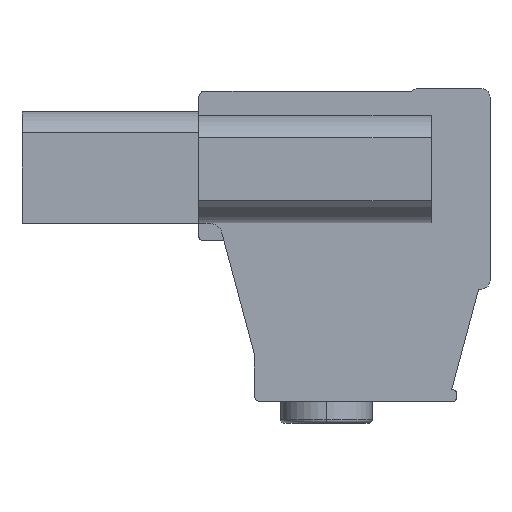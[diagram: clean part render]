
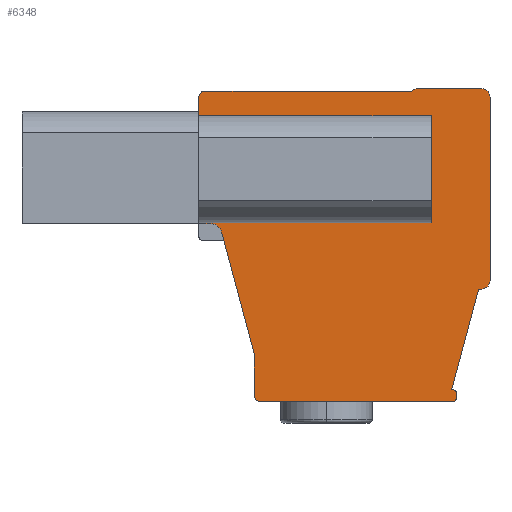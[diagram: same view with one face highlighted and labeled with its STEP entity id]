
A CAD part, front view. The second image highlights one B-rep face of the part: STEP entity #6348.
In plain terms, the highlighted planar face has unit normal (0, -1, 0).
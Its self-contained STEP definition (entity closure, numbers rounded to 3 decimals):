
#449=DIRECTION('',(0.,0.,-1.));
#450=VECTOR('',#449,1.55);
#451=CARTESIAN_POINT('',(0.,-40.48,5.8));
#452=LINE('',#451,#450);
#475=DIRECTION('',(0.,0.,-1.));
#476=VECTOR('',#475,0.05);
#477=CARTESIAN_POINT('',(0.,-40.48,-4.65));
#478=LINE('',#477,#476);
#1115=DIRECTION('',(0.,0.,-1.));
#1116=VECTOR('',#1115,1.);
#1117=CARTESIAN_POINT('',(19.3,-40.48,-3.65));
#1118=LINE('',#1117,#1116);
#1119=DIRECTION('',(-1.,0.,0.));
#1120=VECTOR('',#1119,13.2);
#1121=CARTESIAN_POINT('',(19.3,-40.48,3.25));
#1122=LINE('',#1121,#1120);
#1123=DIRECTION('',(0.,0.,-1.));
#1124=VECTOR('',#1123,1.);
#1125=CARTESIAN_POINT('',(19.3,-40.48,4.25));
#1126=LINE('',#1125,#1124);
#1127=DIRECTION('',(1.,0.,0.));
#1128=VECTOR('',#1127,19.3);
#1129=CARTESIAN_POINT('',(0.,-40.48,4.25));
#1130=LINE('',#1129,#1128);
#1131=CARTESIAN_POINT('',(0.5,-40.48,5.8));
#1132=DIRECTION('',(0.,1.,0.));
#1133=DIRECTION('',(-1.,0.,0.));
#1134=AXIS2_PLACEMENT_3D('',#1131,#1132,#1133);
#1136=DIRECTION('',(1.,0.,0.));
#1137=VECTOR('',#1136,17.204);
#1138=CARTESIAN_POINT('',(0.5,-40.48,6.3));
#1139=LINE('',#1138,#1137);
#1140=DIRECTION('',(0.866,0.,0.5));
#1141=VECTOR('',#1140,0.4);
#1142=CARTESIAN_POINT('',(17.704,-40.48,6.3));
#1143=LINE('',#1142,#1141);
#1144=DIRECTION('',(1.,0.,0.));
#1145=VECTOR('',#1144,5.45);
#1146=CARTESIAN_POINT('',(18.05,-40.48,6.5));
#1147=LINE('',#1146,#1145);
#1148=CARTESIAN_POINT('',(23.5,-40.48,5.8));
#1149=DIRECTION('',(0.,1.,0.));
#1150=DIRECTION('',(0.,0.,1.));
#1151=AXIS2_PLACEMENT_3D('',#1148,#1149,#1150);
#1153=CARTESIAN_POINT('',(23.5,-40.48,-9.45));
#1154=DIRECTION('',(0.,1.,0.));
#1155=DIRECTION('',(1.,0.,0.));
#1156=AXIS2_PLACEMENT_3D('',#1153,#1154,#1155);
#1158=DIRECTION('',(-1.,0.,0.));
#1159=VECTOR('',#1158,0.25);
#1160=CARTESIAN_POINT('',(23.5,-40.48,-10.15));
#1161=LINE('',#1160,#1159);
#1162=DIRECTION('',(-0.259,0.,-0.966));
#1163=VECTOR('',#1162,8.645);
#1164=CARTESIAN_POINT('',(23.25,-40.48,-10.15));
#1165=LINE('',#1164,#1163);
#1166=DIRECTION('',(1.,0.,0.));
#1167=VECTOR('',#1166,0.087);
#1168=CARTESIAN_POINT('',(21.013,-40.48,-18.5));
#1169=LINE('',#1168,#1167);
#1170=CARTESIAN_POINT('',(21.1,-40.48,-18.8));
#1171=DIRECTION('',(0.,1.,0.));
#1172=DIRECTION('',(0.,0.,1.));
#1173=AXIS2_PLACEMENT_3D('',#1170,#1171,#1172);
#1175=DIRECTION('',(0.,0.,-1.));
#1176=VECTOR('',#1175,0.4);
#1177=CARTESIAN_POINT('',(21.4,-40.48,-18.8));
#1178=LINE('',#1177,#1176);
#1179=CARTESIAN_POINT('',(21.1,-40.48,-19.2));
#1180=DIRECTION('',(0.,1.,0.));
#1181=DIRECTION('',(1.,0.,0.));
#1182=AXIS2_PLACEMENT_3D('',#1179,#1180,#1181);
#1184=DIRECTION('',(-1.,0.,0.));
#1185=VECTOR('',#1184,16.);
#1186=CARTESIAN_POINT('',(21.1,-40.48,-19.5));
#1187=LINE('',#1186,#1185);
#1188=CARTESIAN_POINT('',(5.1,-40.48,-19.));
#1189=DIRECTION('',(0.,1.,0.));
#1190=DIRECTION('',(0.,0.,-1.));
#1191=AXIS2_PLACEMENT_3D('',#1188,#1189,#1190);
#1193=DIRECTION('',(0.,0.,1.));
#1194=VECTOR('',#1193,3.478);
#1195=CARTESIAN_POINT('',(4.6,-40.48,-19.));
#1196=LINE('',#1195,#1194);
#1197=DIRECTION('',(-0.259,0.,0.966));
#1198=VECTOR('',#1197,10.436);
#1199=CARTESIAN_POINT('',(4.6,-40.48,-15.522));
#1200=LINE('',#1199,#1198);
#1201=CARTESIAN_POINT('',(0.933,-40.48,-5.7));
#1202=DIRECTION('',(0.,-1.,0.));
#1203=DIRECTION('',(0.966,0.,0.259));
#1204=AXIS2_PLACEMENT_3D('',#1201,#1202,#1203);
#1206=DIRECTION('',(-1.,0.,0.));
#1207=VECTOR('',#1206,0.933);
#1208=CARTESIAN_POINT('',(0.933,-40.48,-4.7));
#1209=LINE('',#1208,#1207);
#1210=DIRECTION('',(1.,0.,0.));
#1211=VECTOR('',#1210,19.3);
#1212=CARTESIAN_POINT('',(0.,-40.48,-4.65));
#1213=LINE('',#1212,#1211);
#1453=DIRECTION('',(-1.,0.,0.));
#1454=VECTOR('',#1453,13.2);
#1455=CARTESIAN_POINT('',(19.3,-40.48,-3.65));
#1456=LINE('',#1455,#1454);
#1478=DIRECTION('',(0.,0.,-1.));
#1479=VECTOR('',#1478,6.9);
#1480=CARTESIAN_POINT('',(6.1,-40.48,3.25));
#1481=LINE('',#1480,#1479);
#1518=DIRECTION('',(0.,0.,1.));
#1519=VECTOR('',#1518,15.25);
#1520=CARTESIAN_POINT('',(24.2,-40.48,-9.45));
#1521=LINE('',#1520,#1519);
#4054=CARTESIAN_POINT('',(24.2,-40.48,-9.45));
#4055=CARTESIAN_POINT('',(23.5,-40.48,-10.15));
#4056=VERTEX_POINT('',#4054);
#4057=VERTEX_POINT('',#4055);
#4058=CARTESIAN_POINT('',(23.25,-40.48,-10.15));
#4059=VERTEX_POINT('',#4058);
#4060=CARTESIAN_POINT('',(21.013,-40.48,-18.5));
#4061=VERTEX_POINT('',#4060);
#4062=CARTESIAN_POINT('',(21.1,-40.48,-18.5));
#4063=VERTEX_POINT('',#4062);
#4064=CARTESIAN_POINT('',(21.4,-40.48,-18.8));
#4065=VERTEX_POINT('',#4064);
#4066=CARTESIAN_POINT('',(21.4,-40.48,-19.2));
#4067=VERTEX_POINT('',#4066);
#4068=CARTESIAN_POINT('',(21.1,-40.48,-19.5));
#4069=VERTEX_POINT('',#4068);
#4070=CARTESIAN_POINT('',(5.1,-40.48,-19.5));
#4071=VERTEX_POINT('',#4070);
#4072=CARTESIAN_POINT('',(4.6,-40.48,-19.));
#4073=VERTEX_POINT('',#4072);
#4074=CARTESIAN_POINT('',(4.6,-40.48,-15.522));
#4075=VERTEX_POINT('',#4074);
#4076=CARTESIAN_POINT('',(1.899,-40.48,-5.441));
#4077=VERTEX_POINT('',#4076);
#4078=CARTESIAN_POINT('',(0.933,-40.48,-4.7));
#4079=VERTEX_POINT('',#4078);
#4080=CARTESIAN_POINT('',(0.,-40.48,5.8));
#4081=CARTESIAN_POINT('',(0.5,-40.48,6.3));
#4082=VERTEX_POINT('',#4080);
#4083=VERTEX_POINT('',#4081);
#4084=CARTESIAN_POINT('',(17.704,-40.48,6.3));
#4085=VERTEX_POINT('',#4084);
#4086=CARTESIAN_POINT('',(18.05,-40.48,6.5));
#4087=VERTEX_POINT('',#4086);
#4088=CARTESIAN_POINT('',(23.5,-40.48,6.5));
#4089=VERTEX_POINT('',#4088);
#4090=CARTESIAN_POINT('',(24.2,-40.48,5.8));
#4091=VERTEX_POINT('',#4090);
#4118=CARTESIAN_POINT('',(0.,-40.48,-4.7));
#4119=VERTEX_POINT('',#4118);
#5058=CARTESIAN_POINT('',(19.3,-40.48,-4.65));
#5059=VERTEX_POINT('',#5058);
#5060=CARTESIAN_POINT('',(19.3,-40.48,4.25));
#5061=VERTEX_POINT('',#5060);
#5062=CARTESIAN_POINT('',(0.,-40.48,-4.65));
#5063=VERTEX_POINT('',#5062);
#5064=CARTESIAN_POINT('',(0.,-40.48,4.25));
#5065=VERTEX_POINT('',#5064);
#5074=CARTESIAN_POINT('',(6.1,-40.48,-3.65));
#5076=VERTEX_POINT('',#5074);
#5080=CARTESIAN_POINT('',(6.1,-40.48,3.25));
#5081=VERTEX_POINT('',#5080);
#5082=CARTESIAN_POINT('',(19.3,-40.48,-3.65));
#5083=VERTEX_POINT('',#5082);
#5088=CARTESIAN_POINT('',(19.3,-40.48,3.25));
#5089=VERTEX_POINT('',#5088);
#6290=CARTESIAN_POINT('',(0.,-40.48,0.));
#6291=DIRECTION('',(0.,1.,0.));
#6292=DIRECTION('',(1.,0.,0.));
#6293=AXIS2_PLACEMENT_3D('',#6290,#6291,#6292);
#6294=PLANE('',#6293);
#6296=ORIENTED_EDGE('',*,*,#6295,.F.);
#6298=ORIENTED_EDGE('',*,*,#6297,.T.);
#6300=ORIENTED_EDGE('',*,*,#6299,.F.);
#6302=ORIENTED_EDGE('',*,*,#6301,.F.);
#6304=ORIENTED_EDGE('',*,*,#6303,.F.);
#6306=ORIENTED_EDGE('',*,*,#6305,.F.);
#6307=ORIENTED_EDGE('',*,*,#5680,.F.);
#6309=ORIENTED_EDGE('',*,*,#6308,.T.);
#6311=ORIENTED_EDGE('',*,*,#6310,.T.);
#6313=ORIENTED_EDGE('',*,*,#6312,.T.);
#6315=ORIENTED_EDGE('',*,*,#6314,.T.);
#6317=ORIENTED_EDGE('',*,*,#6316,.T.);
#6319=ORIENTED_EDGE('',*,*,#6318,.F.);
#6321=ORIENTED_EDGE('',*,*,#6320,.T.);
#6323=ORIENTED_EDGE('',*,*,#6322,.T.);
#6325=ORIENTED_EDGE('',*,*,#6324,.T.);
#6327=ORIENTED_EDGE('',*,*,#6326,.T.);
#6329=ORIENTED_EDGE('',*,*,#6328,.T.);
#6331=ORIENTED_EDGE('',*,*,#6330,.T.);
#6333=ORIENTED_EDGE('',*,*,#6332,.T.);
#6335=ORIENTED_EDGE('',*,*,#6334,.T.);
#6337=ORIENTED_EDGE('',*,*,#6336,.T.);
#6339=ORIENTED_EDGE('',*,*,#6338,.T.);
#6340=ORIENTED_EDGE('',*,*,#6196,.T.);
#6341=ORIENTED_EDGE('',*,*,#6260,.T.);
#6342=ORIENTED_EDGE('',*,*,#6046,.T.);
#6343=ORIENTED_EDGE('',*,*,#5692,.F.);
#6345=ORIENTED_EDGE('',*,*,#6344,.T.);
#6346=EDGE_LOOP('',(#6296,#6298,#6300,#6302,#6304,#6306,#6307,#6309,#6311,#6313,
#6315,#6317,#6319,#6321,#6323,#6325,#6327,#6329,#6331,#6333,#6335,#6337,#6339,
#6340,#6341,#6342,#6343,#6345));
#6347=FACE_OUTER_BOUND('',#6346,.F.);
#1135=CIRCLE('',#1134,0.5);
#1152=CIRCLE('',#1151,0.7);
#1157=CIRCLE('',#1156,0.7);
#1174=CIRCLE('',#1173,0.3);
#1183=CIRCLE('',#1182,0.3);
#1192=CIRCLE('',#1191,0.5);
#1205=CIRCLE('',#1204,1.);
#5680=EDGE_CURVE('',#4082,#5065,#452,.T.);
#5692=EDGE_CURVE('',#5063,#4119,#478,.T.);
#6046=EDGE_CURVE('',#4079,#4119,#1209,.T.);
#6196=EDGE_CURVE('',#4075,#4077,#1200,.T.);
#6260=EDGE_CURVE('',#4077,#4079,#1205,.T.);
#6295=EDGE_CURVE('',#5083,#5059,#1118,.T.);
#6297=EDGE_CURVE('',#5083,#5076,#1456,.T.);
#6299=EDGE_CURVE('',#5081,#5076,#1481,.T.);
#6301=EDGE_CURVE('',#5089,#5081,#1122,.T.);
#6303=EDGE_CURVE('',#5061,#5089,#1126,.T.);
#6305=EDGE_CURVE('',#5065,#5061,#1130,.T.);
#6308=EDGE_CURVE('',#4082,#4083,#1135,.T.);
#6310=EDGE_CURVE('',#4083,#4085,#1139,.T.);
#6312=EDGE_CURVE('',#4085,#4087,#1143,.T.);
#6314=EDGE_CURVE('',#4087,#4089,#1147,.T.);
#6316=EDGE_CURVE('',#4089,#4091,#1152,.T.);
#6318=EDGE_CURVE('',#4056,#4091,#1521,.T.);
#6320=EDGE_CURVE('',#4056,#4057,#1157,.T.);
#6322=EDGE_CURVE('',#4057,#4059,#1161,.T.);
#6324=EDGE_CURVE('',#4059,#4061,#1165,.T.);
#6326=EDGE_CURVE('',#4061,#4063,#1169,.T.);
#6328=EDGE_CURVE('',#4063,#4065,#1174,.T.);
#6330=EDGE_CURVE('',#4065,#4067,#1178,.T.);
#6332=EDGE_CURVE('',#4067,#4069,#1183,.T.);
#6334=EDGE_CURVE('',#4069,#4071,#1187,.T.);
#6336=EDGE_CURVE('',#4071,#4073,#1192,.T.);
#6338=EDGE_CURVE('',#4073,#4075,#1196,.T.);
#6344=EDGE_CURVE('',#5063,#5059,#1213,.T.);
#6348=ADVANCED_FACE('',(#6347),#6294,.F.);
